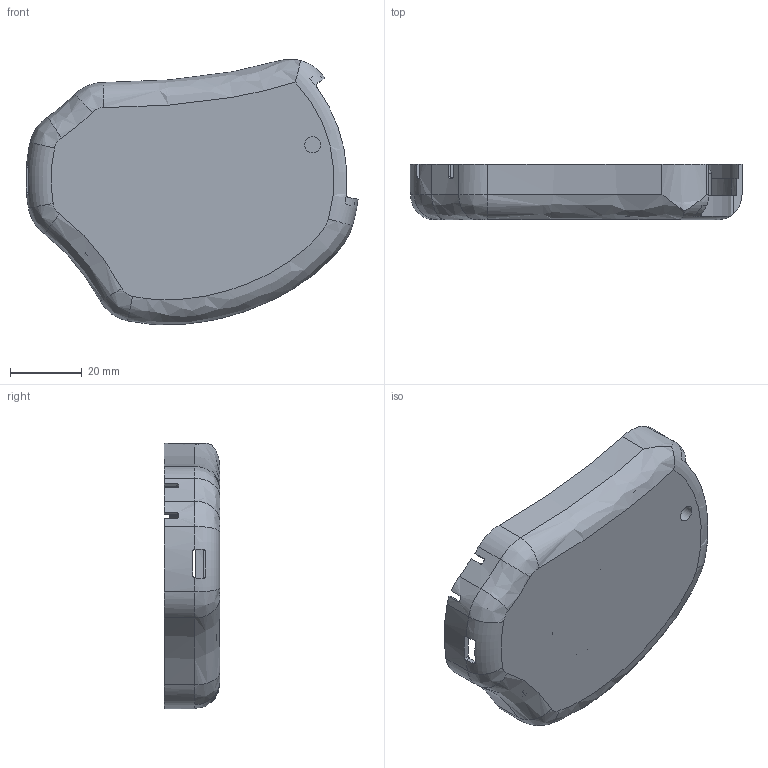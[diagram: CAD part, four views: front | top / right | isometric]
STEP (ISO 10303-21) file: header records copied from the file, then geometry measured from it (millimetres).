
FILE_DESCRIPTION(/* description */ (''),/* implementation_level */ '2;1');
FILE_NAME(/* name */ 'roundBase.step',/* time_stamp */ '2022-05-10T16:37:42+02:00',/* author */ (''),/* organization */ (''),/* preprocessor_version */ 'ST-DEVELOPER v18.1',/* originating_system */ 'Autodesk Translation Framework v10.14.0.1471',/* authorisation */ '');
FILE_SCHEMA (('AUTOMOTIVE_DESIGN { 1 0 10303 214 3 1 1 }'));
Length unit declared in the file: millimetre
Products named in the file (1): roundBase
Bounding box: 92.66 x 15.5 x 74.09 mm (x, y, z)
Volume: 12934.2 mm3; surface area: 20000.5 mm2
Topology: 1 solids, 1 shells, 275 faces, 768 edges, 501 vertices
Faces by surface type: plane 128, cylinder 64, bspline 62, torus 19, sphere 2
Full cylindrical faces by diameter (mm): 4.5 x7, 7 x5, 8 x1, 8.5 x1
Entity records: 12170 total; most frequent: CARTESIAN_POINT 5583, ORIENTED_EDGE 1534, DIRECTION 1134, EDGE_CURVE 767, VERTEX_POINT 501, AXIS2_PLACEMENT_3D 396, LINE 342, VECTOR 342
